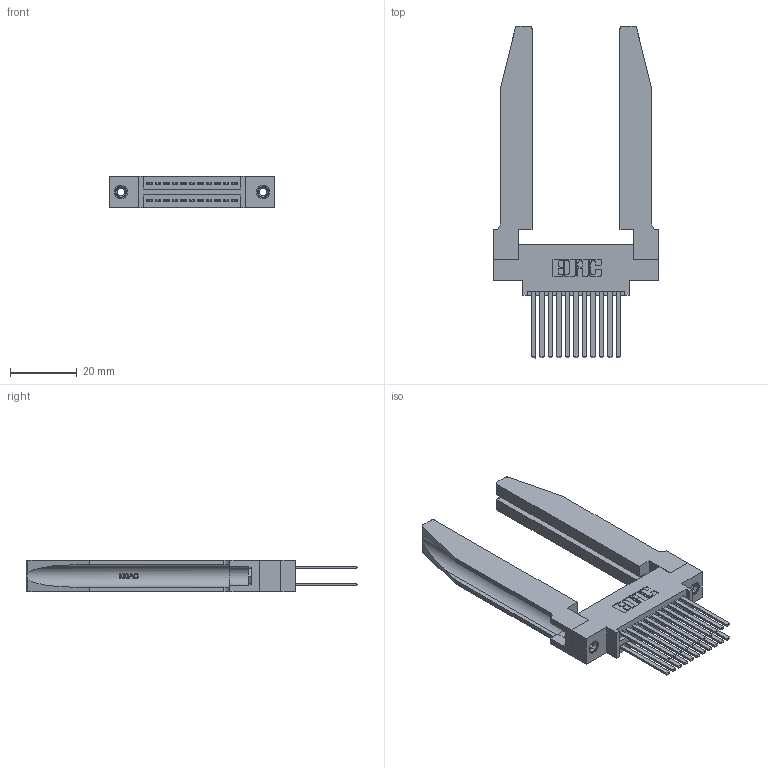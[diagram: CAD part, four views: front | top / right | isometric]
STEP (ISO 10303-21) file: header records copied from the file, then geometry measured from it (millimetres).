
FILE_DESCRIPTION (( 'STEP AP203' ), '1' );
FILE_NAME ('345-022-544-878.STEP', '2019-10-27T15:25:56', ( '' ), ( '' ), 'SwSTEP 2.0', 'SolidWorks 2016', '' );
FILE_SCHEMA (( 'CONFIG_CONTROL_DESIGN' ));
Length unit declared in the file: inch
Products named in the file (5): 345 Part_0.170 Offset - 0.156 Dia-TH; 345-220-078_345-220-078; 345-250-001_345-250-001-102; 345-292-001_345-293-144; 345-022-544-878
Assembly tree (27 placements, depth 2):
  345-022-544-878
    345 Part_0.170 Offset - 0.156 Dia-TH
    345-292-001_345-293-144  x22
    345-250-001_345-250-001-102  x2
    345-220-078_345-220-078  x2
Bounding box: 49.17 x 99.24 x 9.4 mm (x, y, z)
Volume: 12454.5 mm3; surface area: 14209.3 mm2
Topology: 27 solids, 27 shells, 1332 faces, 3843 edges, 2522 vertices
Faces by surface type: plane 864, cylinder 416, bspline 36, cone 12, torus 4
Entity records: 17492 total; most frequent: CARTESIAN_POINT 3879, ORIENTED_EDGE 2710, DIRECTION 2449, EDGE_CURVE 1355, LINE 1089, VECTOR 1089, VERTEX_POINT 896, AXIS2_PLACEMENT_3D 680
